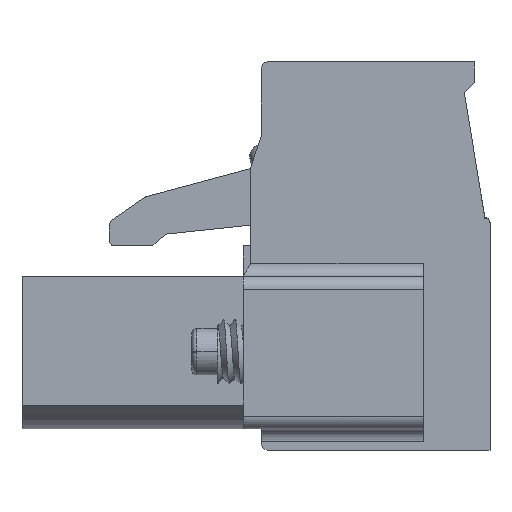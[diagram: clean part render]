
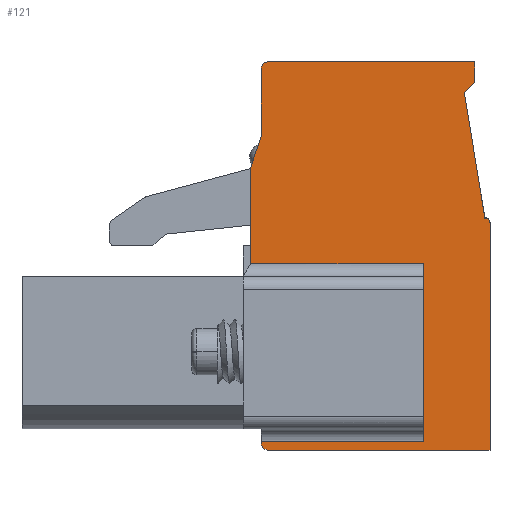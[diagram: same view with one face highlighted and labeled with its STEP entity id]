
A CAD part, left-side view. The second image highlights one B-rep face of the part: STEP entity #121.
In plain terms, the highlighted planar face has unit normal (-1, 0, 0).
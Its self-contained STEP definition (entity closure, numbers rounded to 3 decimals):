
#121=ADVANCED_FACE('3871',(#736),#737,.F.);
#736=FACE_OUTER_BOUND('',#2142,.T.);
#737=PLANE('',#2143);
#2142=EDGE_LOOP('',(#4404,#4405,#4406,#4407,#4408,#4409,#4410,#4411,#4412,#4413,#4414,#4415,#4416,#4417,#4418,#4419));
#2143=AXIS2_PLACEMENT_3D('',#4420,#4421,#4422);
#4404=ORIENTED_EDGE('',*,*,#8625,.T.);
#4405=ORIENTED_EDGE('',*,*,#8624,.T.);
#4406=ORIENTED_EDGE('',*,*,#8621,.F.);
#4407=ORIENTED_EDGE('',*,*,#8626,.F.);
#4408=ORIENTED_EDGE('',*,*,#8627,.F.);
#4409=ORIENTED_EDGE('',*,*,#8628,.F.);
#4410=ORIENTED_EDGE('',*,*,#8629,.F.);
#4411=ORIENTED_EDGE('',*,*,#8630,.F.);
#4412=ORIENTED_EDGE('',*,*,#8631,.F.);
#4413=ORIENTED_EDGE('',*,*,#8632,.F.);
#4414=ORIENTED_EDGE('',*,*,#8633,.F.);
#4415=ORIENTED_EDGE('',*,*,#8634,.F.);
#4416=ORIENTED_EDGE('',*,*,#8635,.F.);
#4417=ORIENTED_EDGE('',*,*,#8636,.F.);
#4418=ORIENTED_EDGE('',*,*,#8637,.F.);
#4419=ORIENTED_EDGE('',*,*,#8638,.T.);
#4420=CARTESIAN_POINT('',(10.16,4.65,7.55));
#4421=DIRECTION('',(1.0,0.0,0.0));
#4422=DIRECTION('',(0.0,1.0,-0.0));
#8621=EDGE_CURVE('4834',#10421,#10423,#10424,.T.);
#8624=EDGE_CURVE('4835',#10426,#10423,#10428,.T.);
#8625=EDGE_CURVE('4812',#10429,#10426,#10430,.T.);
#8626=EDGE_CURVE('4833',#10431,#10421,#10432,.T.);
#8627=EDGE_CURVE('4832',#10433,#10431,#10434,.T.);
#8628=EDGE_CURVE('4831',#10435,#10433,#10436,.T.);
#8629=EDGE_CURVE('4830',#10437,#10435,#10438,.T.);
#8630=EDGE_CURVE('4829',#10439,#10437,#10440,.T.);
#8631=EDGE_CURVE('4828',#10441,#10439,#10442,.T.);
#8632=EDGE_CURVE('4827',#10443,#10441,#10444,.T.);
#8633=EDGE_CURVE('4826',#10445,#10443,#10446,.T.);
#8634=EDGE_CURVE('4825',#10447,#10445,#10448,.T.);
#8635=EDGE_CURVE('4824',#10449,#10447,#10450,.T.);
#8636=EDGE_CURVE('4823',#10451,#10449,#10452,.T.);
#8637=EDGE_CURVE('4822',#10453,#10451,#10454,.T.);
#8638=EDGE_CURVE('4820',#10453,#10429,#10455,.T.);
#10421=VERTEX_POINT('',#14492);
#10423=VERTEX_POINT('',#14495);
#10424=LINE('',#14496,#14497);
#10426=VERTEX_POINT('',#14499);
#10428=LINE('',#14501,#14502);
#10429=VERTEX_POINT('',#14503);
#10430=LINE('',#14504,#14505);
#10431=VERTEX_POINT('',#14506);
#10432=CIRCLE('',#14507,0.3);
#10433=VERTEX_POINT('',#14508);
#10434=LINE('',#14509,#14510);
#10435=VERTEX_POINT('',#14511);
#10436=LINE('',#14512,#14513);
#10437=VERTEX_POINT('',#14514);
#10438=CIRCLE('',#14515,0.2);
#10439=VERTEX_POINT('',#14516);
#10440=LINE('',#14517,#14518);
#10441=VERTEX_POINT('',#14519);
#10442=LINE('',#14520,#14521);
#10443=VERTEX_POINT('',#14522);
#10444=LINE('',#14523,#14524);
#10445=VERTEX_POINT('',#14525);
#10446=LINE('',#14526,#14527);
#10447=VERTEX_POINT('',#14528);
#10448=CIRCLE('',#14529,0.3);
#10449=VERTEX_POINT('',#14530);
#10450=LINE('',#14531,#14532);
#10451=VERTEX_POINT('',#14533);
#10452=LINE('',#14534,#14535);
#10453=VERTEX_POINT('',#14536);
#10454=LINE('',#14537,#14538);
#10455=LINE('',#14539,#14540);
#14492=CARTESIAN_POINT('',(10.16,8.9,0.3));
#14495=CARTESIAN_POINT('',(10.16,8.9,0.325));
#14496=CARTESIAN_POINT('',(10.16,8.9,0.3));
#14497=VECTOR('',#19860,0.025);
#14499=CARTESIAN_POINT('',(10.16,2.6,0.325));
#14501=CARTESIAN_POINT('',(10.16,2.6,0.325));
#14502=VECTOR('',#19867,6.3);
#14503=CARTESIAN_POINT('',(10.16,2.6,7.25));
#14504=CARTESIAN_POINT('',(10.16,2.6,7.25));
#14505=VECTOR('',#19868,6.925);
#14506=CARTESIAN_POINT('',(10.16,8.6,0.0));
#14507=AXIS2_PLACEMENT_3D('',#19869,#19870,#19871);
#14508=CARTESIAN_POINT('',(10.16,0.0,0.0));
#14509=CARTESIAN_POINT('',(10.16,0.0,0.0));
#14510=VECTOR('',#19872,8.6);
#14511=CARTESIAN_POINT('',(10.16,0.0,8.825));
#14512=CARTESIAN_POINT('',(10.16,0.0,8.825));
#14513=VECTOR('',#19873,8.825);
#14514=CARTESIAN_POINT('',(10.16,0.2,9.025));
#14515=AXIS2_PLACEMENT_3D('',#19874,#19875,#19876);
#14516=CARTESIAN_POINT('',(10.16,1.,13.9));
#14517=CARTESIAN_POINT('',(10.16,1.,13.9));
#14518=VECTOR('',#19877,4.94);
#14519=CARTESIAN_POINT('',(10.16,0.6,14.3));
#14520=CARTESIAN_POINT('',(10.16,0.6,14.3));
#14521=VECTOR('',#19878,0.566);
#14522=CARTESIAN_POINT('',(10.16,0.6,15.1));
#14523=CARTESIAN_POINT('',(10.16,0.6,15.1));
#14524=VECTOR('',#19879,0.8);
#14525=CARTESIAN_POINT('',(10.16,8.6,15.1));
#14526=CARTESIAN_POINT('',(10.16,8.6,15.1));
#14527=VECTOR('',#19880,8.0);
#14528=CARTESIAN_POINT('',(10.16,8.9,14.8));
#14529=AXIS2_PLACEMENT_3D('',#19881,#19882,#19883);
#14530=CARTESIAN_POINT('',(10.16,8.9,12.2));
#14531=CARTESIAN_POINT('',(10.16,8.9,12.2));
#14532=VECTOR('',#19884,2.6);
#14533=CARTESIAN_POINT('',(10.16,9.3,11.0));
#14534=CARTESIAN_POINT('',(10.16,9.3,11.0));
#14535=VECTOR('',#19885,1.265);
#14536=CARTESIAN_POINT('',(10.16,9.3,7.25));
#14537=CARTESIAN_POINT('',(10.16,9.3,7.25));
#14538=VECTOR('',#19886,3.75);
#14539=CARTESIAN_POINT('',(10.16,9.3,7.25));
#14540=VECTOR('',#19887,6.7);
#19860=DIRECTION('',(0.0,0.0,1.0));
#19867=DIRECTION('',(0.0,1.0,0.0));
#19868=DIRECTION('',(0.0,0.0,-1.0));
#19869=CARTESIAN_POINT('',(10.16,8.6,0.3));
#19870=DIRECTION('',(1.0,0.0,0.0));
#19871=DIRECTION('',(0.0,0.0,-1.0));
#19872=DIRECTION('',(0.0,1.0,0.0));
#19873=DIRECTION('',(0.0,0.0,-1.0));
#19874=CARTESIAN_POINT('',(10.16,0.2,8.825));
#19875=DIRECTION('',(1.0,0.0,0.0));
#19876=DIRECTION('',(0.0,0.,1.0));
#19877=DIRECTION('',(0.0,-0.162,-0.987));
#19878=DIRECTION('',(0.0,0.707,-0.707));
#19879=DIRECTION('',(0.0,0.,-1.0));
#19880=DIRECTION('',(0.0,-1.0,0.0));
#19881=CARTESIAN_POINT('',(10.16,8.6,14.8));
#19882=DIRECTION('',(1.0,0.0,-0.0));
#19883=DIRECTION('',(0.0,1.0,0.));
#19884=DIRECTION('',(0.0,0.,1.0));
#19885=DIRECTION('',(0.0,-0.316,0.949));
#19886=DIRECTION('',(0.0,0.,1.0));
#19887=DIRECTION('',(0.0,-1.0,0.0));
